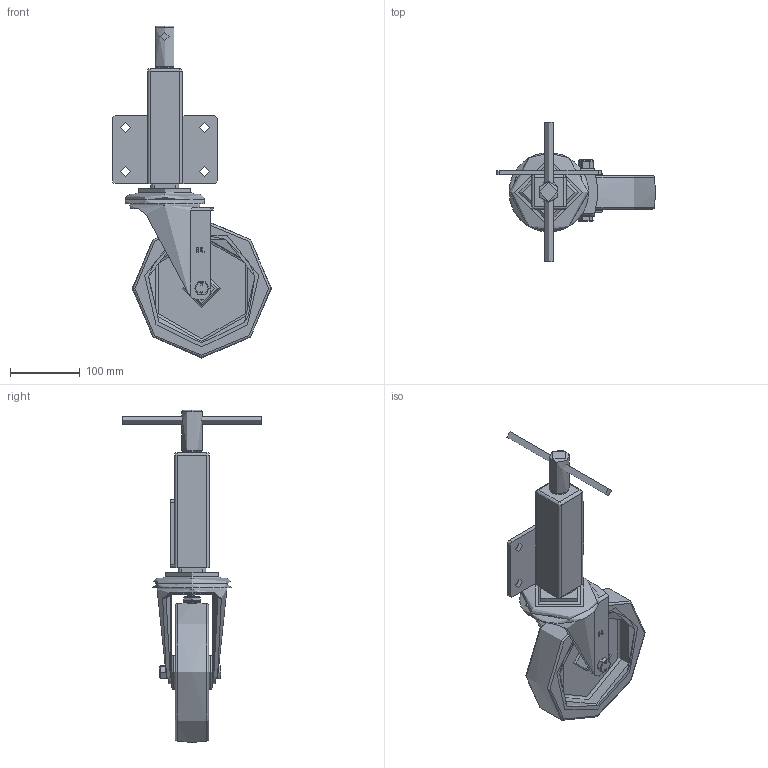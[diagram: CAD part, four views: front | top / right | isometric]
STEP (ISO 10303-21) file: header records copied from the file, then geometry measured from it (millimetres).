
FILE_DESCRIPTION(/* description */ (''),/* implementation_level */ '2;1');
FILE_NAME(/* name */ 'JAZ200NPB.step',/* time_stamp */ '2024-08-02T14:31:20+01:00',/* author */ (''),/* organization */ (''),/* preprocessor_version */ 'ST-DEVELOPER v20',/* originating_system */ 'Autodesk Translation Framework v13.14.0.145',/* authorisation */ '');
FILE_SCHEMA (('AUTOMOTIVE_DESIGN { 1 0 10303 214 3 1 1 }'));
Length unit declared in the file: millimetre
Products named in the file (35): JAZ200NPB; BZMM200ASBH16 v1; ZINC PLATED, PRESSED STEEL HEAD; ZINC PLATED, PRESSED STEEL FORKS; JAZM16 v1; ZINC PLATED BOX JACKING UNIT; BACK PLATE; MAIN BODY; BASE; INNER TUBE; TOP; LOWER THREAD; BZMM200WNPRB2058 v1; POLYURETHANE TYRE; NYLON RIM; NYLON RIM Geometry; CAP; ROLLER BEARING; CAGE; Pattern; Component2; TUBEM20X5860 v1; ZINC PLATED AXLE TUBE; HEXBOLTM12X80Z8.8 v2; GRADE 8.8 ZINC PLATED BOLT; NYLOCM12Z14MM v1; NYLOC NUT; NUT; RUBBER; WSPM16 v1; ZINC PLATED LOCKING WASHER; NM16GR8HALFZ v1; ZINC PLATED NUT; A005238 - JAZBAR v1; A005238
Assembly tree (43 placements, depth 5):
  JAZ200NPB
    BZMM200ASBH16 v1
      ZINC PLATED, PRESSED STEEL HEAD
      ZINC PLATED, PRESSED STEEL FORKS
    JAZM16 v1
      ZINC PLATED BOX JACKING UNIT
        BACK PLATE
        MAIN BODY
        BASE
        INNER TUBE
        TOP
        LOWER THREAD
    BZMM200WNPRB2058 v1
      POLYURETHANE TYRE
      NYLON RIM
        NYLON RIM Geometry
        CAP
      ROLLER BEARING
        CAGE
        Pattern
          Component2  x10
    TUBEM20X5860 v1
      ZINC PLATED AXLE TUBE
    HEXBOLTM12X80Z8.8 v2
      GRADE 8.8 ZINC PLATED BOLT
    NYLOCM12Z14MM v1
      NYLOC NUT
        NUT
        RUBBER
    WSPM16 v1
      ZINC PLATED LOCKING WASHER
    NM16GR8HALFZ v1
      ZINC PLATED NUT
    A005238 - JAZBAR v1
      A005238
Bounding box: 228 x 200 x 476.37 mm (x, y, z)
Volume: 1400470.5 mm3; surface area: 484764.8 mm2
Topology: 29 solids, 29 shells, 754 faces, 1934 edges, 1240 vertices
Faces by surface type: cylinder 305, plane 298, bspline 73, sphere 34, torus 33, cone 11
Full cylindrical faces by diameter (mm): 5 x10, 9.836 x18, 11.834 x18, 12 x3, 12.2 x3, 12.5 x1, 13 x21, 14 x2, 14.5 x4, 15.1 x1, 16 x1, 16.2 x1, 18 x1, 18.5 x1, 19.75 x1, 20 x44, 20.5 x2, 25 x43, 29.5 x1, 30 x2, 32.5 x3, 35.8 x1, 36 x1, 41 x1, 47 x1, 49 x2, 52 x1, 74 x1, 75 x1, 92 x1
Entity records: 79668 total; most frequent: CARTESIAN_POINT 61662, ORIENTED_EDGE 3794, DIRECTION 3252, EDGE_CURVE 1897, VERTEX_POINT 1222, AXIS2_PLACEMENT_3D 1200, LINE 852, VECTOR 852
